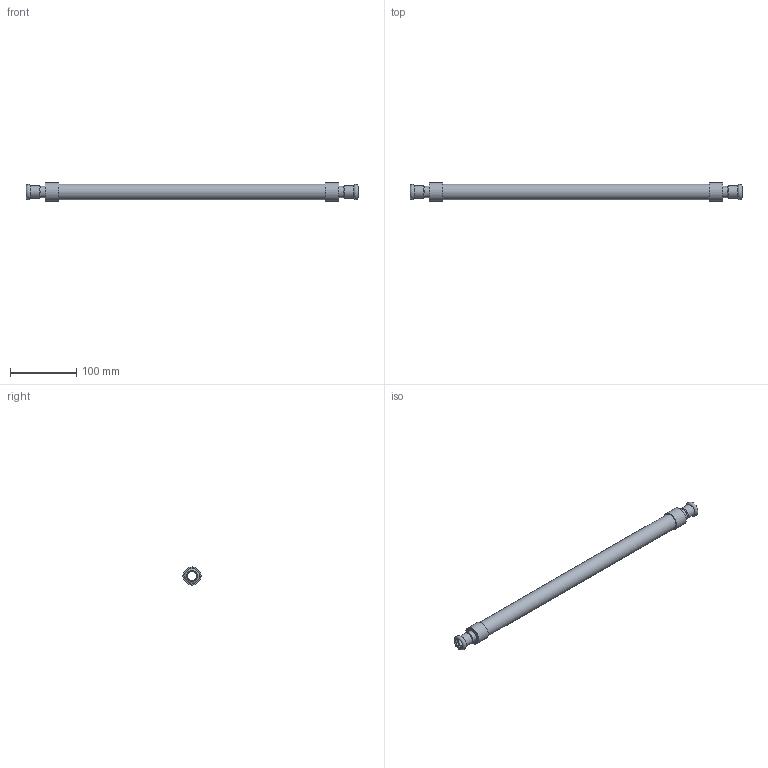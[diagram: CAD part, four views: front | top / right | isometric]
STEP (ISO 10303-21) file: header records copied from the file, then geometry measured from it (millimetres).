
FILE_DESCRIPTION(/* description */ ('Tubo flessibile rettilineo DN15'),/* implementation_level */ '2;1');
FILE_NAME(/* name */ '199015002_Inoxpres.stp',/* time_stamp */ '2022-10-13T07:56:00+02:00',/* author */ ('Vault'),/* organization */ ('Raccorderie metalliche s.p.a.'),/* preprocessor_version */ 'ST-DEVELOPER v18.1',/* originating_system */ 'Autodesk Inventor 2020',/* authorisation */ 'Raccorderie metalliche s.p.a.');
FILE_SCHEMA (('AUTOMOTIVE_DESIGN { 1 0 10303 214 3 1 1 }'));
Length unit declared in the file: millimetre
Products named in the file (1): 199015002_Inoxpres
Bounding box: 500 x 27.5 x 27.5 mm (x, y, z)
Volume: 142427.8 mm3; surface area: 66727.8 mm2
Topology: 3 solids, 3 shells, 38 faces, 110 edges, 80 vertices
Faces by surface type: cylinder 18, torus 10, plane 8, cone 2
Full cylindrical faces by diameter (mm): 14 x1, 14.2 x2, 15.3 x2, 15.7 x4, 17.2 x2, 18.3 x2, 24 x1, 24.5 x2, 27.5 x2
Entity records: 1395 total; most frequent: DIRECTION 278, CARTESIAN_POINT 229, ORIENTED_EDGE 220, AXIS2_PLACEMENT_3D 129, EDGE_CURVE 110, CIRCLE 90, VERTEX_POINT 80, EDGE_LOOP 46
